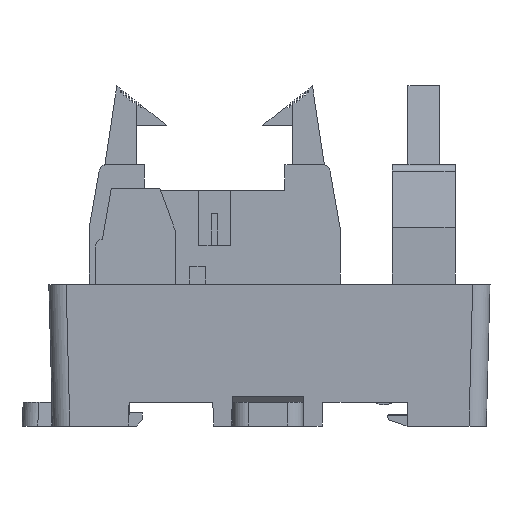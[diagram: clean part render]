
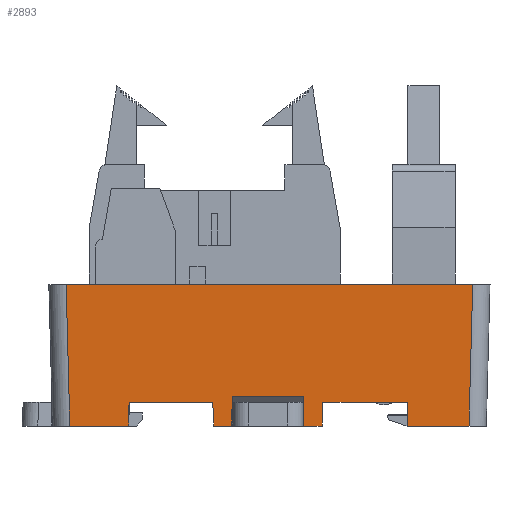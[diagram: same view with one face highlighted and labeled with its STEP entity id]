
A CAD part, left-side view. The second image highlights one B-rep face of the part: STEP entity #2893.
In plain terms, the highlighted planar face has unit normal (-1, 0, -0.026).
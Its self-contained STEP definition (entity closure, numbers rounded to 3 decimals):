
#1629=FACE_OUTER_BOUND('',#5694,.T.);
#2893=ADVANCED_FACE('',(#1629),#4156,.T.);
#4156=PLANE('',#25883);
#5694=EDGE_LOOP('',(#8142,#8143,#8144,#8145,#8146,#8147,#8148,#8149,#8150,
#8151,#8152,#8153,#8154,#8155,#8156,#8157));
#8142=ORIENTED_EDGE('',*,*,#16624,.F.);
#8143=ORIENTED_EDGE('',*,*,#16583,.T.);
#8144=ORIENTED_EDGE('',*,*,#16628,.T.);
#8145=ORIENTED_EDGE('',*,*,#16234,.T.);
#8146=ORIENTED_EDGE('',*,*,#16638,.T.);
#8147=ORIENTED_EDGE('',*,*,#16427,.T.);
#8148=ORIENTED_EDGE('',*,*,#16641,.T.);
#8149=ORIENTED_EDGE('',*,*,#16407,.F.);
#8150=ORIENTED_EDGE('',*,*,#16646,.T.);
#8151=ORIENTED_EDGE('',*,*,#16423,.T.);
#8152=ORIENTED_EDGE('',*,*,#16444,.F.);
#8153=ORIENTED_EDGE('',*,*,#16248,.T.);
#8154=ORIENTED_EDGE('',*,*,#16615,.F.);
#8155=ORIENTED_EDGE('',*,*,#16579,.T.);
#8156=ORIENTED_EDGE('',*,*,#16619,.F.);
#8157=ORIENTED_EDGE('',*,*,#16622,.T.);
#13944=VERTEX_POINT('',#34011);
#13945=VERTEX_POINT('',#34013);
#13958=VERTEX_POINT('',#34039);
#13959=VERTEX_POINT('',#34041);
#14075=VERTEX_POINT('',#34358);
#14076=VERTEX_POINT('',#34360);
#14084=VERTEX_POINT('',#34385);
#14085=VERTEX_POINT('',#34387);
#14088=VERTEX_POINT('',#34394);
#14089=VERTEX_POINT('',#34396);
#14180=VERTEX_POINT('',#34700);
#14182=VERTEX_POINT('',#34705);
#14185=VERTEX_POINT('',#34713);
#14186=VERTEX_POINT('',#34715);
#14205=VERTEX_POINT('',#34784);
#14206=VERTEX_POINT('',#34789);
#16234=EDGE_CURVE('',#13945,#13944,#19582,.T.);
#16248=EDGE_CURVE('',#13959,#13958,#19594,.T.);
#16407=EDGE_CURVE('',#14075,#14076,#19745,.T.);
#16423=EDGE_CURVE('',#14085,#14084,#19758,.T.);
#16427=EDGE_CURVE('',#14089,#14088,#19760,.T.);
#16444=EDGE_CURVE('',#13959,#14084,#19776,.T.);
#16579=EDGE_CURVE('',#14180,#14182,#19906,.T.);
#16583=EDGE_CURVE('',#14186,#14185,#19909,.T.);
#16615=EDGE_CURVE('',#14180,#13958,#19941,.T.);
#16619=EDGE_CURVE('',#14205,#14182,#19945,.T.);
#16622=EDGE_CURVE('',#14205,#14206,#19948,.T.);
#16624=EDGE_CURVE('',#14186,#14206,#19950,.T.);
#16628=EDGE_CURVE('',#14185,#13945,#19954,.T.);
#16638=EDGE_CURVE('',#13944,#14089,#19962,.T.);
#16641=EDGE_CURVE('',#14088,#14076,#19965,.T.);
#16646=EDGE_CURVE('',#14075,#14085,#19970,.T.);
#19582=LINE('',#34012,#22734);
#19594=LINE('',#34040,#22746);
#19745=LINE('',#34359,#22897);
#19758=LINE('',#34386,#22910);
#19760=LINE('',#34395,#22912);
#19776=LINE('',#34428,#22928);
#19906=LINE('',#34706,#23058);
#19909=LINE('',#34714,#23061);
#19941=LINE('',#34777,#23093);
#19945=LINE('',#34785,#23097);
#19948=LINE('',#34790,#23100);
#19950=LINE('',#34793,#23102);
#19954=LINE('',#34800,#23106);
#19962=LINE('',#34819,#23114);
#19965=LINE('',#34824,#23117);
#19970=LINE('',#34836,#23122);
#22734=VECTOR('',#27522,1.);
#22746=VECTOR('',#27538,1.);
#22897=VECTOR('',#27791,1.);
#22910=VECTOR('',#27814,1.);
#22912=VECTOR('',#27822,1.);
#22928=VECTOR('',#27848,1.);
#23058=VECTOR('',#28110,1.);
#23061=VECTOR('',#28117,1.);
#23093=VECTOR('',#28173,1.);
#23097=VECTOR('',#28183,1.);
#23100=VECTOR('',#28188,1.);
#23102=VECTOR('',#28192,1.);
#23106=VECTOR('',#28202,1.);
#23114=VECTOR('',#28228,1.);
#23117=VECTOR('',#28235,1.);
#23122=VECTOR('',#28254,1.);
#25883=AXIS2_PLACEMENT_3D('',#34838,#28257,#28258);
#27522=DIRECTION('',(0.,-1.,0.));
#27538=DIRECTION('',(0.,-1.,0.));
#27791=DIRECTION('',(0.,-1.,0.));
#27814=DIRECTION('',(0.,-1.,0.));
#27822=DIRECTION('',(0.,-1.,0.));
#27848=DIRECTION('',(0.026,0.017,-1.));
#28110=DIRECTION('',(0.,-1.,0.));
#28117=DIRECTION('',(0.,-1.,0.));
#28173=DIRECTION('',(-0.026,0.035,0.999));
#28183=DIRECTION('',(0.026,0.009,-1.));
#28188=DIRECTION('',(0.,-1.,0.));
#28192=DIRECTION('',(-0.026,0.009,1.));
#28202=DIRECTION('',(-0.026,-0.035,0.999));
#28228=DIRECTION('',(0.026,-0.017,-1.));
#28235=DIRECTION('',(-0.026,-0.026,0.999));
#28254=DIRECTION('',(0.026,-0.026,-0.999));
#28257=DIRECTION('',(-1.,0.,-0.026));
#28258=DIRECTION('',(0.026,0.,-1.));
#34011=CARTESIAN_POINT('',(-359.057,162.449,175.));
#34012=CARTESIAN_POINT('',(-359.057,180.199,175.));
#34013=CARTESIAN_POINT('',(-359.057,173.199,175.));
#34039=CARTESIAN_POINT('',(-359.057,187.199,175.));
#34040=CARTESIAN_POINT('',(-359.057,180.199,175.));
#34041=CARTESIAN_POINT('',(-359.057,197.849,175.));
#34358=CARTESIAN_POINT('',(-359.45,205.85,190.));
#34359=CARTESIAN_POINT('',(-359.45,179.699,190.));
#34360=CARTESIAN_POINT('',(-359.45,154.148,190.));
#34385=CARTESIAN_POINT('',(-358.979,197.901,172.));
#34386=CARTESIAN_POINT('',(-358.979,180.199,172.));
#34387=CARTESIAN_POINT('',(-358.979,205.378,172.));
#34394=CARTESIAN_POINT('',(-358.979,154.62,172.));
#34395=CARTESIAN_POINT('',(-358.979,179.699,172.));
#34396=CARTESIAN_POINT('',(-358.979,162.397,172.));
#34428=CARTESIAN_POINT('',(-359.026,197.87,173.796));
#34700=CARTESIAN_POINT('',(-358.979,187.094,172.));
#34705=CARTESIAN_POINT('',(-358.979,184.775,172.));
#34706=CARTESIAN_POINT('',(-358.979,180.199,172.));
#34713=CARTESIAN_POINT('',(-358.979,173.304,172.));
#34714=CARTESIAN_POINT('',(-358.979,180.199,172.));
#34715=CARTESIAN_POINT('',(-358.979,175.623,172.));
#34777=CARTESIAN_POINT('',(-359.026,187.157,173.798));
#34784=CARTESIAN_POINT('',(-359.076,184.743,175.726));
#34785=CARTESIAN_POINT('',(-359.451,184.618,190.04));
#34789=CARTESIAN_POINT('',(-359.076,175.655,175.726));
#34790=CARTESIAN_POINT('',(-359.076,-29.246,175.726));
#34793=CARTESIAN_POINT('',(-359.451,175.78,190.032));
#34800=CARTESIAN_POINT('',(-359.444,172.684,189.753));
#34819=CARTESIAN_POINT('',(-359.458,162.716,190.294));
#34824=CARTESIAN_POINT('',(-359.433,154.166,189.34));
#34836=CARTESIAN_POINT('',(-359.433,205.833,189.34));
#34838=CARTESIAN_POINT('',(-359.45,179.699,189.997));
